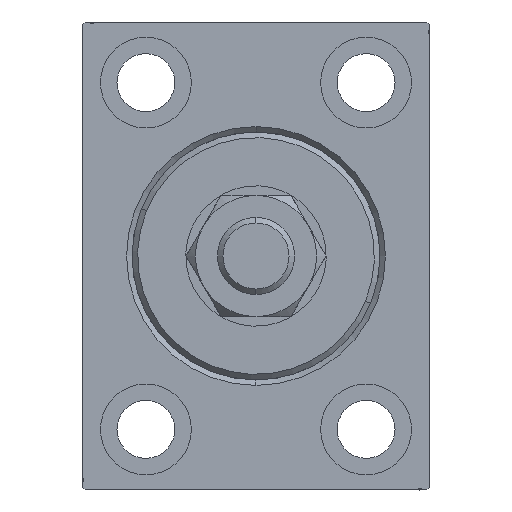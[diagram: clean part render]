
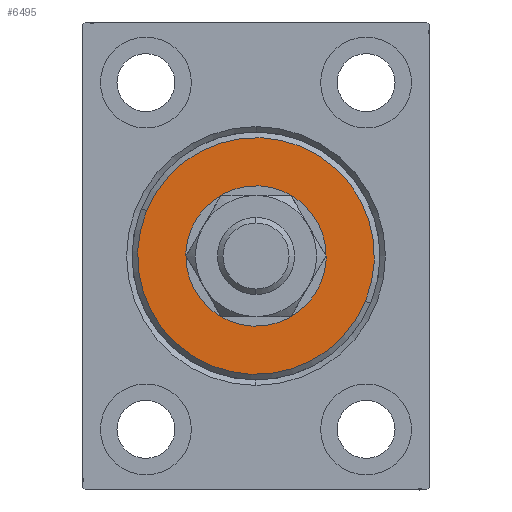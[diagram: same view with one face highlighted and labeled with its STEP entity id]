
A CAD part, left-side view. The second image highlights one B-rep face of the part: STEP entity #6495.
In plain terms, the highlighted face is planar.
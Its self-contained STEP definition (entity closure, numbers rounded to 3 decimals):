
#389 = CIRCLE ( 'NONE', #26194, 12.75 ) ;
#713 = EDGE_CURVE ( 'NONE', #2472, #15178, #20987, .T. ) ;
#737 = DIRECTION ( 'NONE',  ( 1., 0., 0. ) ) ;
#2472 = VERTEX_POINT ( 'NONE', #11643 ) ;
#2749 = DIRECTION ( 'NONE',  ( -1., 0., 0. ) ) ;
#3983 = CIRCLE ( 'NONE', #34931, 21.5 ) ;
#4976 = DIRECTION ( 'NONE',  ( 1., 0., 0. ) ) ;
#5207 = DIRECTION ( 'NONE',  ( 0., 0., -1. ) ) ;
#5369 = CARTESIAN_POINT ( 'NONE',  ( 3., 0., 21.5 ) ) ;
#6495 = ADVANCED_FACE ( 'NONE', ( #24850, #28769 ), #39617, .T. ) ;
#9026 = CIRCLE ( 'NONE', #42865, 12.75 ) ;
#9697 = VERTEX_POINT ( 'NONE', #24319 ) ;
#11253 = DIRECTION ( 'NONE',  ( 0., 0., -1. ) ) ;
#11643 = CARTESIAN_POINT ( 'NONE',  ( 3., 0., -21.5 ) ) ;
#13350 = CARTESIAN_POINT ( 'NONE',  ( 3., 0., 0. ) ) ;
#13887 = DIRECTION ( 'NONE',  ( 0., 0., -1. ) ) ;
#15178 = VERTEX_POINT ( 'NONE', #5369 ) ;
#16040 = CARTESIAN_POINT ( 'NONE',  ( 3., 0., 0. ) ) ;
#16260 = DIRECTION ( 'NONE',  ( 0., 0., -1. ) ) ;
#18158 = DIRECTION ( 'NONE',  ( 1., 0., 0. ) ) ;
#18583 = ORIENTED_EDGE ( 'NONE', *, *, #37292, .T. ) ;
#18970 = VERTEX_POINT ( 'NONE', #23612 ) ;
#19536 = ORIENTED_EDGE ( 'NONE', *, *, #31491, .T. ) ;
#20581 = EDGE_LOOP ( 'NONE', ( #18583, #36779 ) ) ;
#20987 = CIRCLE ( 'NONE', #30595, 21.5 ) ;
#21254 = CARTESIAN_POINT ( 'NONE',  ( 3., 0., 0. ) ) ;
#23612 = CARTESIAN_POINT ( 'NONE',  ( 3., 0., -12.75 ) ) ;
#24217 = ORIENTED_EDGE ( 'NONE', *, *, #45567, .T. ) ;
#24319 = CARTESIAN_POINT ( 'NONE',  ( 3., 0., 12.75 ) ) ;
#24672 = EDGE_LOOP ( 'NONE', ( #24217, #19536 ) ) ;
#24850 = FACE_OUTER_BOUND ( 'NONE', #20581, .T. ) ;
#26194 = AXIS2_PLACEMENT_3D ( 'NONE', #13350, #2749, #30664 ) ;
#27313 = DIRECTION ( 'NONE',  ( -1., 0., 0. ) ) ;
#28769 = FACE_BOUND ( 'NONE', #24672, .T. ) ;
#30595 = AXIS2_PLACEMENT_3D ( 'NONE', #32893, #4976, #5207 ) ;
#30664 = DIRECTION ( 'NONE',  ( 0., 0., -1. ) ) ;
#31491 = EDGE_CURVE ( 'NONE', #18970, #9697, #9026, .T. ) ;
#32893 = CARTESIAN_POINT ( 'NONE',  ( 3., 0., 0. ) ) ;
#34313 = AXIS2_PLACEMENT_3D ( 'NONE', #43065, #18158, #11253 ) ;
#34931 = AXIS2_PLACEMENT_3D ( 'NONE', #21254, #737, #13887 ) ;
#36779 = ORIENTED_EDGE ( 'NONE', *, *, #713, .T. ) ;
#37292 = EDGE_CURVE ( 'NONE', #15178, #2472, #3983, .T. ) ;
#39617 = PLANE ( 'NONE',  #34313 ) ;
#42865 = AXIS2_PLACEMENT_3D ( 'NONE', #16040, #27313, #16260 ) ;
#43065 = CARTESIAN_POINT ( 'NONE',  ( 3., 0., 0. ) ) ;
#45567 = EDGE_CURVE ( 'NONE', #9697, #18970, #389, .T. ) ;
